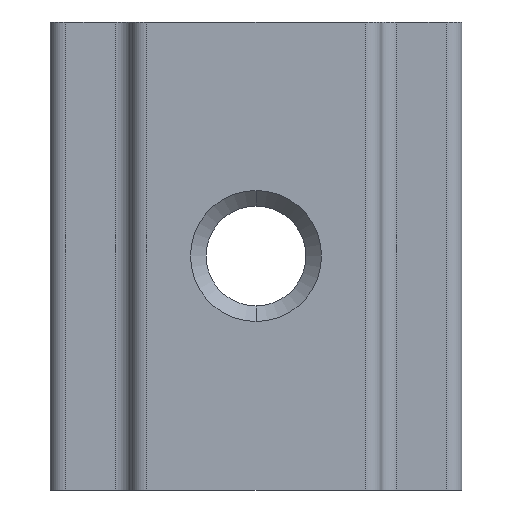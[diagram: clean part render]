
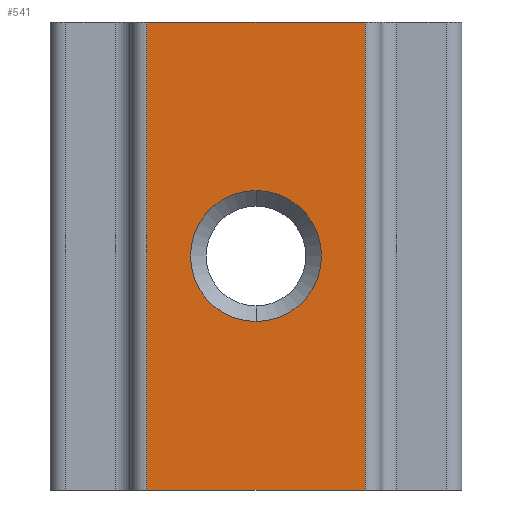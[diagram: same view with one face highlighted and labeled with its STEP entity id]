
A CAD part, front view. The second image highlights one B-rep face of the part: STEP entity #541.
In plain terms, the highlighted planar face has unit normal (0, -1, 0).
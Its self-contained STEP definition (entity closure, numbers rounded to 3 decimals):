
#13 = CARTESIAN_POINT ( 'NONE',  ( -4., 0., 15. ) ) ;
#18 = DIRECTION ( 'NONE',  ( 0., 1., 0. ) ) ;
#51 = AXIS2_PLACEMENT_3D ( 'NONE', #125, #397, #772 ) ;
#67 = ORIENTED_EDGE ( 'NONE', *, *, #749, .T. ) ;
#96 = CARTESIAN_POINT ( 'NONE',  ( 0., 0., 9.6 ) ) ;
#109 = CARTESIAN_POINT ( 'NONE',  ( 0., 0., 7.5 ) ) ;
#125 = CARTESIAN_POINT ( 'NONE',  ( 0., 0., 7.5 ) ) ;
#149 = LINE ( 'NONE', #858, #341 ) ;
#153 = ORIENTED_EDGE ( 'NONE', *, *, #190, .T. ) ;
#190 = EDGE_CURVE ( 'NONE', #433, #213, #262, .T. ) ;
#208 = CARTESIAN_POINT ( 'NONE',  ( -3.5, 0., 0. ) ) ;
#213 = VERTEX_POINT ( 'NONE', #457 ) ;
#218 = EDGE_CURVE ( 'NONE', #395, #433, #225, .T. ) ;
#225 = LINE ( 'NONE', #466, #447 ) ;
#237 = VERTEX_POINT ( 'NONE', #681 ) ;
#262 = LINE ( 'NONE', #757, #709 ) ;
#276 = CARTESIAN_POINT ( 'NONE',  ( -4., 0., 15. ) ) ;
#283 = DIRECTION ( 'NONE',  ( 1., 0., 0. ) ) ;
#295 = EDGE_LOOP ( 'NONE', ( #67, #745 ) ) ;
#306 = DIRECTION ( 'NONE',  ( 0., 1., 0. ) ) ;
#312 = ORIENTED_EDGE ( 'NONE', *, *, #218, .T. ) ;
#321 = CIRCLE ( 'NONE', #51, 2.1 ) ;
#322 = FACE_BOUND ( 'NONE', #295, .T. ) ;
#341 = VECTOR ( 'NONE', #721, 1000. ) ;
#367 = ORIENTED_EDGE ( 'NONE', *, *, #509, .F. ) ;
#395 = VERTEX_POINT ( 'NONE', #584 ) ;
#397 = DIRECTION ( 'NONE',  ( 0., 1., 0. ) ) ;
#433 = VERTEX_POINT ( 'NONE', #208 ) ;
#445 = CIRCLE ( 'NONE', #653, 2.1 ) ;
#447 = VECTOR ( 'NONE', #464, 1000. ) ;
#457 = CARTESIAN_POINT ( 'NONE',  ( 3.5, 0., 0. ) ) ;
#464 = DIRECTION ( 'NONE',  ( 0., 0., -1. ) ) ;
#466 = CARTESIAN_POINT ( 'NONE',  ( -3.5, 0., 15. ) ) ;
#509 = EDGE_CURVE ( 'NONE', #395, #237, #655, .T. ) ;
#518 = PLANE ( 'NONE',  #540 ) ;
#540 = AXIS2_PLACEMENT_3D ( 'NONE', #13, #18, #748 ) ;
#541 = ADVANCED_FACE ( 'NONE', ( #322, #696 ), #518, .F. ) ;
#560 = ORIENTED_EDGE ( 'NONE', *, *, #915, .T. ) ;
#584 = CARTESIAN_POINT ( 'NONE',  ( -3.5, 0., 15. ) ) ;
#591 = EDGE_LOOP ( 'NONE', ( #367, #312, #153, #560 ) ) ;
#599 = VECTOR ( 'NONE', #283, 1000. ) ;
#610 = DIRECTION ( 'NONE',  ( 1., 0., 0. ) ) ;
#652 = EDGE_CURVE ( 'NONE', #697, #809, #445, .T. ) ;
#653 = AXIS2_PLACEMENT_3D ( 'NONE', #109, #306, #828 ) ;
#655 = LINE ( 'NONE', #276, #599 ) ;
#681 = CARTESIAN_POINT ( 'NONE',  ( 3.5, 0., 15. ) ) ;
#695 = CARTESIAN_POINT ( 'NONE',  ( 0., 0., 5.4 ) ) ;
#696 = FACE_OUTER_BOUND ( 'NONE', #591, .T. ) ;
#697 = VERTEX_POINT ( 'NONE', #96 ) ;
#709 = VECTOR ( 'NONE', #610, 1000. ) ;
#721 = DIRECTION ( 'NONE',  ( 0., 0., 1. ) ) ;
#745 = ORIENTED_EDGE ( 'NONE', *, *, #652, .T. ) ;
#748 = DIRECTION ( 'NONE',  ( 0., 0., 1. ) ) ;
#749 = EDGE_CURVE ( 'NONE', #809, #697, #321, .T. ) ;
#757 = CARTESIAN_POINT ( 'NONE',  ( -4., 0., 0. ) ) ;
#772 = DIRECTION ( 'NONE',  ( 0., 0., 1. ) ) ;
#809 = VERTEX_POINT ( 'NONE', #695 ) ;
#828 = DIRECTION ( 'NONE',  ( 0., 0., 1. ) ) ;
#858 = CARTESIAN_POINT ( 'NONE',  ( 3.5, 0., 15. ) ) ;
#915 = EDGE_CURVE ( 'NONE', #213, #237, #149, .T. ) ;
